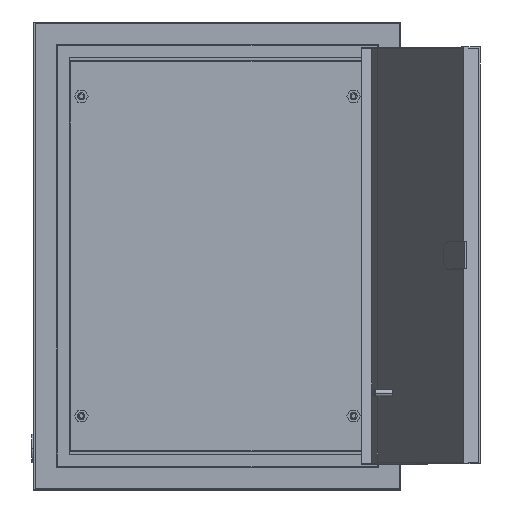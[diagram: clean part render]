
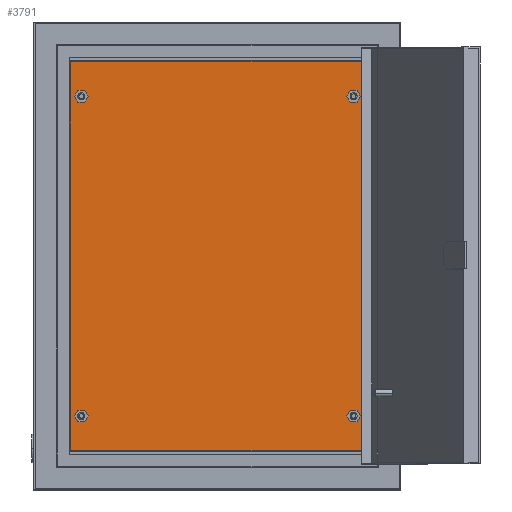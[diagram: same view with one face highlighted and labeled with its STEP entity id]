
A CAD part, top view. The second image highlights one B-rep face of the part: STEP entity #3791.
In plain terms, the highlighted planar face has unit normal (0, 0, 1).
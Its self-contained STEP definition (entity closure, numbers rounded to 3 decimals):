
#54 = DIRECTION ( 'NONE',  ( 0., 0., 1. ) ) ;
#74 = EDGE_CURVE ( 'NONE', #387, #4403, #3407, .T. ) ;
#193 = EDGE_CURVE ( 'NONE', #4489, #3928, #1519, .T. ) ;
#285 = CIRCLE ( 'NONE', #2678, 4. ) ;
#380 = EDGE_CURVE ( 'NONE', #2982, #1850, #791, .T. ) ;
#387 = VERTEX_POINT ( 'NONE', #398 ) ;
#398 = CARTESIAN_POINT ( 'NONE',  ( -125., 165., 0. ) ) ;
#606 = CIRCLE ( 'NONE', #2407, 4. ) ;
#607 = CARTESIAN_POINT ( 'NONE',  ( -125., -165., 0. ) ) ;
#633 = CARTESIAN_POINT ( 'NONE',  ( 115., 135., 0. ) ) ;
#690 = EDGE_CURVE ( 'NONE', #1914, #2003, #285, .T. ) ;
#691 = CARTESIAN_POINT ( 'NONE',  ( -119., 135., 0. ) ) ;
#695 = DIRECTION ( 'NONE',  ( 0., 0., 1. ) ) ;
#712 = DIRECTION ( 'NONE',  ( -1., 0., 0. ) ) ;
#724 = CARTESIAN_POINT ( 'NONE',  ( -111., 135., 0. ) ) ;
#791 = CIRCLE ( 'NONE', #1019, 4. ) ;
#822 = FACE_BOUND ( 'NONE', #4130, .T. ) ;
#846 = EDGE_CURVE ( 'NONE', #3332, #3193, #1061, .T. ) ;
#896 = ORIENTED_EDGE ( 'NONE', *, *, #193, .F. ) ;
#1019 = AXIS2_PLACEMENT_3D ( 'NONE', #2184, #54, #712 ) ;
#1045 = AXIS2_PLACEMENT_3D ( 'NONE', #2769, #1691, #4154 ) ;
#1055 = EDGE_CURVE ( 'NONE', #3928, #4489, #606, .T. ) ;
#1061 = CIRCLE ( 'NONE', #1383, 4. ) ;
#1085 = CARTESIAN_POINT ( 'NONE',  ( -125., -165., 0. ) ) ;
#1090 = FACE_BOUND ( 'NONE', #2099, .T. ) ;
#1187 = CARTESIAN_POINT ( 'NONE',  ( 115., -135., 0. ) ) ;
#1304 = ORIENTED_EDGE ( 'NONE', *, *, #2180, .F. ) ;
#1309 = EDGE_LOOP ( 'NONE', ( #2286, #2973 ) ) ;
#1383 = AXIS2_PLACEMENT_3D ( 'NONE', #1187, #2612, #3291 ) ;
#1390 = CARTESIAN_POINT ( 'NONE',  ( -115., 135., 0. ) ) ;
#1411 = EDGE_CURVE ( 'NONE', #2863, #2794, #3118, .T. ) ;
#1449 = EDGE_CURVE ( 'NONE', #4403, #2863, #2717, .T. ) ;
#1519 = CIRCLE ( 'NONE', #3175, 4. ) ;
#1604 = CARTESIAN_POINT ( 'NONE',  ( 0., 0., 0. ) ) ;
#1691 = DIRECTION ( 'NONE',  ( 0., 0., 1. ) ) ;
#1850 = VERTEX_POINT ( 'NONE', #2070 ) ;
#1914 = VERTEX_POINT ( 'NONE', #724 ) ;
#1996 = CARTESIAN_POINT ( 'NONE',  ( -125., 165., 0. ) ) ;
#2003 = VERTEX_POINT ( 'NONE', #691 ) ;
#2070 = CARTESIAN_POINT ( 'NONE',  ( -111., -135., 0. ) ) ;
#2099 = EDGE_LOOP ( 'NONE', ( #896, #3752 ) ) ;
#2180 = EDGE_CURVE ( 'NONE', #1850, #2982, #3493, .T. ) ;
#2184 = CARTESIAN_POINT ( 'NONE',  ( -115., -135., 0. ) ) ;
#2201 = ORIENTED_EDGE ( 'NONE', *, *, #74, .T. ) ;
#2253 = CARTESIAN_POINT ( 'NONE',  ( -119., -135., 0. ) ) ;
#2272 = EDGE_LOOP ( 'NONE', ( #1304, #3995 ) ) ;
#2286 = ORIENTED_EDGE ( 'NONE', *, *, #4360, .F. ) ;
#2329 = LINE ( 'NONE', #1996, #2889 ) ;
#2334 = ORIENTED_EDGE ( 'NONE', *, *, #3058, .T. ) ;
#2353 = DIRECTION ( 'NONE',  ( -1., 0., 0. ) ) ;
#2367 = AXIS2_PLACEMENT_3D ( 'NONE', #4069, #2604, #4395 ) ;
#2378 = VECTOR ( 'NONE', #4286, 1000. ) ;
#2388 = EDGE_CURVE ( 'NONE', #2003, #1914, #4218, .T. ) ;
#2407 = AXIS2_PLACEMENT_3D ( 'NONE', #4081, #2992, #4098 ) ;
#2417 = DIRECTION ( 'NONE',  ( -1., 0., 0. ) ) ;
#2501 = EDGE_LOOP ( 'NONE', ( #2201, #4354, #4070, #2334 ) ) ;
#2604 = DIRECTION ( 'NONE',  ( 0., 0., 1. ) ) ;
#2612 = DIRECTION ( 'NONE',  ( 0., 0., 1. ) ) ;
#2678 = AXIS2_PLACEMENT_3D ( 'NONE', #1390, #4191, #3847 ) ;
#2683 = AXIS2_PLACEMENT_3D ( 'NONE', #1604, #3343, #4078 ) ;
#2717 = LINE ( 'NONE', #1085, #4382 ) ;
#2750 = DIRECTION ( 'NONE',  ( 1., 0., 0. ) ) ;
#2769 = CARTESIAN_POINT ( 'NONE',  ( 115., -135., 0. ) ) ;
#2776 = CARTESIAN_POINT ( 'NONE',  ( 111., 135., 0. ) ) ;
#2782 = CARTESIAN_POINT ( 'NONE',  ( -115., 135., 0. ) ) ;
#2794 = VERTEX_POINT ( 'NONE', #3272 ) ;
#2824 = FACE_BOUND ( 'NONE', #1309, .T. ) ;
#2863 = VERTEX_POINT ( 'NONE', #3999 ) ;
#2889 = VECTOR ( 'NONE', #2353, 1000. ) ;
#2973 = ORIENTED_EDGE ( 'NONE', *, *, #846, .F. ) ;
#2982 = VERTEX_POINT ( 'NONE', #2253 ) ;
#2992 = DIRECTION ( 'NONE',  ( 0., 0., 1. ) ) ;
#3032 = AXIS2_PLACEMENT_3D ( 'NONE', #2782, #3871, #2750 ) ;
#3058 = EDGE_CURVE ( 'NONE', #2794, #387, #2329, .T. ) ;
#3063 = ORIENTED_EDGE ( 'NONE', *, *, #690, .F. ) ;
#3118 = LINE ( 'NONE', #3256, #2378 ) ;
#3175 = AXIS2_PLACEMENT_3D ( 'NONE', #633, #695, #2417 ) ;
#3193 = VERTEX_POINT ( 'NONE', #4048 ) ;
#3256 = CARTESIAN_POINT ( 'NONE',  ( 125., 165., 0. ) ) ;
#3272 = CARTESIAN_POINT ( 'NONE',  ( 125., 165., 0. ) ) ;
#3291 = DIRECTION ( 'NONE',  ( 1., 0., 0. ) ) ;
#3332 = VERTEX_POINT ( 'NONE', #4132 ) ;
#3343 = DIRECTION ( 'NONE',  ( 0., 0., 1. ) ) ;
#3407 = LINE ( 'NONE', #3440, #3844 ) ;
#3440 = CARTESIAN_POINT ( 'NONE',  ( -125., 165., 0. ) ) ;
#3493 = CIRCLE ( 'NONE', #2367, 4. ) ;
#3739 = DIRECTION ( 'NONE',  ( 0., -1., 0. ) ) ;
#3752 = ORIENTED_EDGE ( 'NONE', *, *, #1055, .F. ) ;
#3759 = FACE_BOUND ( 'NONE', #2272, .T. ) ;
#3791 = ADVANCED_FACE ( 'NONE', ( #3759, #2824, #1090, #822, #4262 ), #4060, .T. ) ;
#3806 = CIRCLE ( 'NONE', #1045, 4. ) ;
#3844 = VECTOR ( 'NONE', #3739, 1000. ) ;
#3847 = DIRECTION ( 'NONE',  ( 1., 0., 0. ) ) ;
#3871 = DIRECTION ( 'NONE',  ( 0., 0., 1. ) ) ;
#3914 = DIRECTION ( 'NONE',  ( 1., 0., 0. ) ) ;
#3928 = VERTEX_POINT ( 'NONE', #2776 ) ;
#3995 = ORIENTED_EDGE ( 'NONE', *, *, #380, .F. ) ;
#3999 = CARTESIAN_POINT ( 'NONE',  ( 125., -165., 0. ) ) ;
#4048 = CARTESIAN_POINT ( 'NONE',  ( 119., -135., 0. ) ) ;
#4060 = PLANE ( 'NONE',  #2683 ) ;
#4069 = CARTESIAN_POINT ( 'NONE',  ( -115., -135., 0. ) ) ;
#4070 = ORIENTED_EDGE ( 'NONE', *, *, #1411, .T. ) ;
#4078 = DIRECTION ( 'NONE',  ( 1., 0., 0. ) ) ;
#4081 = CARTESIAN_POINT ( 'NONE',  ( 115., 135., 0. ) ) ;
#4098 = DIRECTION ( 'NONE',  ( -1., 0., 0. ) ) ;
#4130 = EDGE_LOOP ( 'NONE', ( #3063, #4193 ) ) ;
#4132 = CARTESIAN_POINT ( 'NONE',  ( 111., -135., 0. ) ) ;
#4154 = DIRECTION ( 'NONE',  ( 1., 0., 0. ) ) ;
#4191 = DIRECTION ( 'NONE',  ( 0., 0., 1. ) ) ;
#4193 = ORIENTED_EDGE ( 'NONE', *, *, #2388, .F. ) ;
#4218 = CIRCLE ( 'NONE', #3032, 4. ) ;
#4262 = FACE_OUTER_BOUND ( 'NONE', #2501, .T. ) ;
#4286 = DIRECTION ( 'NONE',  ( 0., 1., 0. ) ) ;
#4354 = ORIENTED_EDGE ( 'NONE', *, *, #1449, .T. ) ;
#4360 = EDGE_CURVE ( 'NONE', #3193, #3332, #3806, .T. ) ;
#4382 = VECTOR ( 'NONE', #3914, 1000. ) ;
#4395 = DIRECTION ( 'NONE',  ( -1., 0., 0. ) ) ;
#4403 = VERTEX_POINT ( 'NONE', #607 ) ;
#4489 = VERTEX_POINT ( 'NONE', #4531 ) ;
#4531 = CARTESIAN_POINT ( 'NONE',  ( 119., 135., 0. ) ) ;
